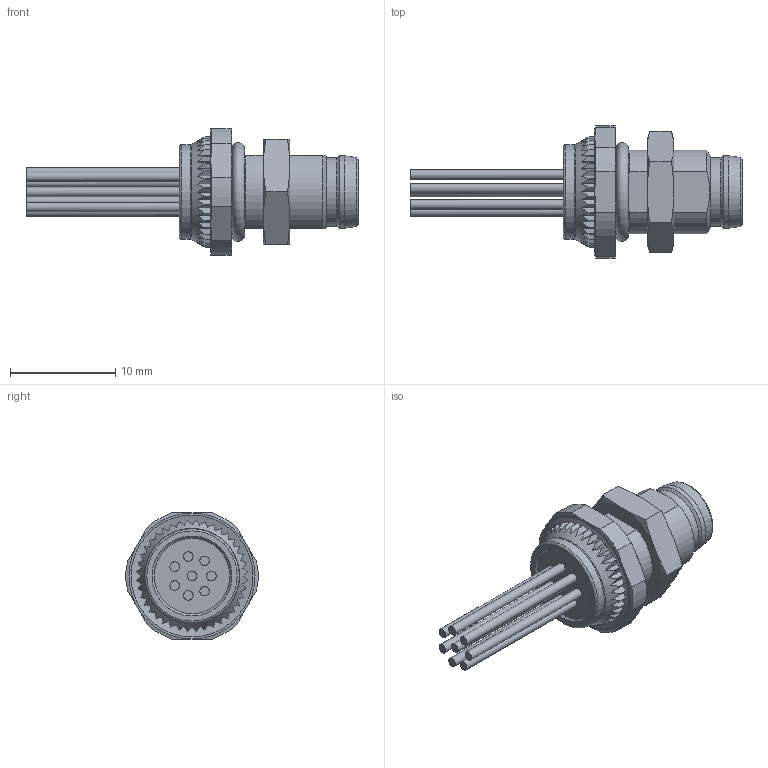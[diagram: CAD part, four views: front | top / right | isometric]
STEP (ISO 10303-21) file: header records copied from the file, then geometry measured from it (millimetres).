
FILE_DESCRIPTION(/* description */ (''),/* implementation_level */ '2;1');
FILE_NAME(/* name */ '09_3427_86_08_001_00_stp.stp',/* time_stamp */ '2011-10-25T10:23:25+02:00',/* author */ (''),/* organization */ (''),/* preprocessor_version */ 'ST-DEVELOPER v11',/* originating_system */ 'UGS - NX 5.0',/* authorisation */ '');
FILE_SCHEMA (('CONFIG_CONTROL_DESIGN'));
Length unit declared in the file: millimetre
Products named in the file (1): kborD372m0bq
Bounding box: 31.6 x 12.57 x 12 mm (x, y, z)
Volume: 1048.9 mm3; surface area: 1321.1 mm2
Topology: 1 solids, 1 shells, 240 faces, 644 edges, 414 vertices
Faces by surface type: plane 118, cylinder 73, cone 34, sphere 8, torus 7
Full cylindrical faces by diameter (mm): 0.6 x8, 0.9 x8, 6.5 x1, 6.9 x1, 9 x1
Entity records: 7346 total; most frequent: CARTESIAN_POINT 1910, ORIENTED_EDGE 1142, DIRECTION 1018, EDGE_CURVE 571, AXIS2_PLACEMENT_3D 426, VERTEX_POINT 386, EDGE_LOOP 293, ADVANCED_FACE 240
